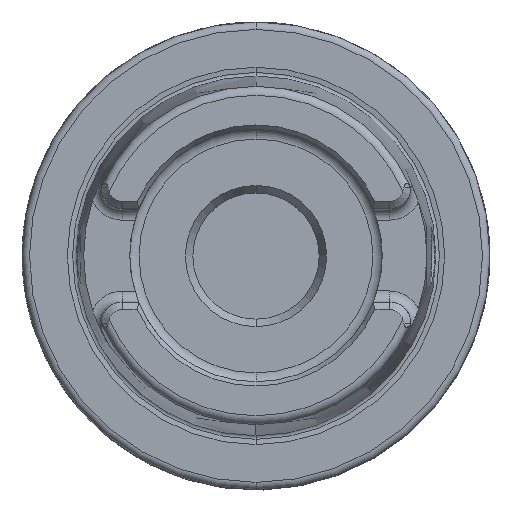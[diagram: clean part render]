
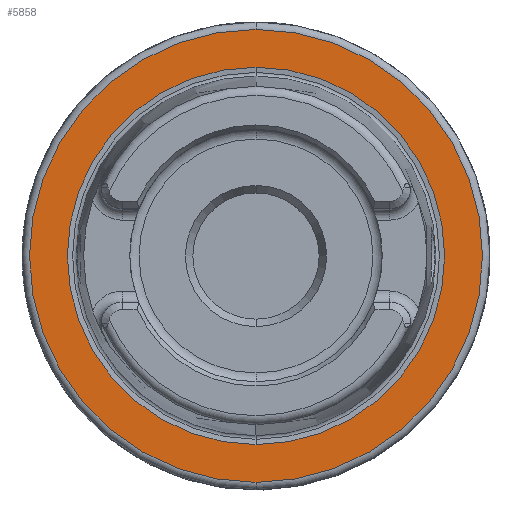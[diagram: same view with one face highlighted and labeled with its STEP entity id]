
A CAD part, top view. The second image highlights one B-rep face of the part: STEP entity #5858.
In plain terms, the highlighted planar face has unit normal (0, 0, 1).
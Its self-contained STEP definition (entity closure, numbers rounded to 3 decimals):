
#1568=CARTESIAN_POINT('',(0,0,26));
#1569=DIRECTION('',(0,0,1));
#1570=DIRECTION('',(0,1,0));
#1571=AXIS2_PLACEMENT_3D('',#1568,#1569,#1570);
#1573=CARTESIAN_POINT('',(0,0,26));
#1574=DIRECTION('',(0,0,1));
#1575=DIRECTION('',(0,-1,0));
#1576=AXIS2_PLACEMENT_3D('',#1573,#1574,#1575);
#1586=CARTESIAN_POINT('',(0,0,26));
#1587=DIRECTION('',(0,0,1));
#1588=DIRECTION('',(0,1,0));
#1589=AXIS2_PLACEMENT_3D('',#1586,#1587,#1588);
#1591=CARTESIAN_POINT('',(0,0,26));
#1592=DIRECTION('',(0,0,-1));
#1593=DIRECTION('',(0,1,0));
#1594=AXIS2_PLACEMENT_3D('',#1591,#1592,#1593);
#3762=CARTESIAN_POINT('',(0,25.409,26));
#3764=VERTEX_POINT('',#3762);
#3798=CARTESIAN_POINT('',(0,-25.409,26));
#3800=VERTEX_POINT('',#3798);
#3864=CARTESIAN_POINT('',(0,30.5,26));
#3865=CARTESIAN_POINT('',(0,-30.5,26));
#3866=VERTEX_POINT('',#3864);
#3867=VERTEX_POINT('',#3865);
#5842=CARTESIAN_POINT('',(0,0,26));
#5843=DIRECTION('',(0,0,-1));
#5844=DIRECTION('',(0,-1,0));
#5845=AXIS2_PLACEMENT_3D('',#5842,#5843,#5844);
#5846=PLANE('',#5845);
#5848=ORIENTED_EDGE('',*,*,#5847,.F.);
#5849=ORIENTED_EDGE('',*,*,#5832,.F.);
#5850=EDGE_LOOP('',(#5848,#5849));
#5851=FACE_OUTER_BOUND('',#5850,.F.);
#5853=ORIENTED_EDGE('',*,*,#5852,.T.);
#5855=ORIENTED_EDGE('',*,*,#5854,.F.);
#5856=EDGE_LOOP('',(#5853,#5855));
#5857=FACE_BOUND('',#5856,.F.);
#5858=ADVANCED_FACE('',(#5851,#5857),#5846,.F.);
#1572=CIRCLE('',#1571,30.5);
#1577=CIRCLE('',#1576,30.5);
#1590=CIRCLE('',#1589,25.409);
#1595=CIRCLE('',#1594,25.409);
#5832=EDGE_CURVE('',#3867,#3866,#1577,.T.);
#5847=EDGE_CURVE('',#3866,#3867,#1572,.T.);
#5852=EDGE_CURVE('',#3764,#3800,#1590,.T.);
#5854=EDGE_CURVE('',#3764,#3800,#1595,.T.);
